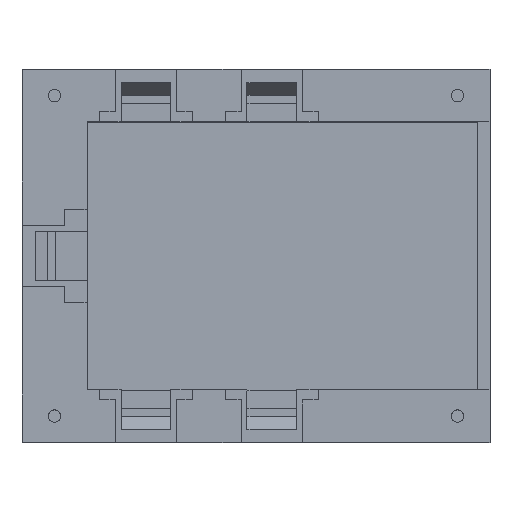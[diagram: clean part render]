
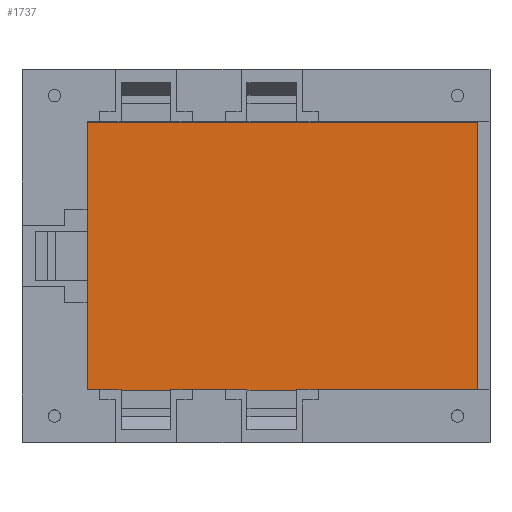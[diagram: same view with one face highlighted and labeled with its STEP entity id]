
A CAD part, top view. The second image highlights one B-rep face of the part: STEP entity #1737.
In plain terms, the highlighted planar face has unit normal (0, 0, 1).
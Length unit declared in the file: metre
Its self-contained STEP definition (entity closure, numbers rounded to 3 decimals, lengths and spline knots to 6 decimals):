
#245=ORIENTED_EDGE('',*,*,#684,.F.);
#246=ORIENTED_EDGE('',*,*,#568,.T.);
#247=ORIENTED_EDGE('',*,*,#580,.T.);
#248=ORIENTED_EDGE('',*,*,#616,.F.);
#568=EDGE_CURVE('',#818,#817,#988,.T.);
#580=EDGE_CURVE('',#817,#827,#1000,.T.);
#616=EDGE_CURVE('',#858,#827,#1036,.T.);
#684=EDGE_CURVE('',#818,#858,#1100,.T.);
#817=VERTEX_POINT('',#2452);
#818=VERTEX_POINT('',#2454);
#827=VERTEX_POINT('',#2475);
#858=VERTEX_POINT('',#2545);
#988=LINE('',#2453,#1228);
#1000=LINE('',#2476,#1240);
#1036=LINE('',#2546,#1276);
#1100=LINE('',#2673,#1340);
#1228=VECTOR('',#1973,1.);
#1240=VECTOR('',#1987,1.);
#1276=VECTOR('',#2029,1.);
#1340=VECTOR('',#2123,1.);
#1453=EDGE_LOOP('',(#245,#246,#247,#248));
#1555=FACE_BOUND('',#1453,.T.);
#1651=PLANE('',#1847);
#1737=ADVANCED_FACE('',(#1555),#1651,.T.);
#1847=AXIS2_PLACEMENT_3D('',#2694,#2141,#2142);
#1973=DIRECTION('',(0.,-1.,0.));
#1987=DIRECTION('',(1.,0.,0.));
#2029=DIRECTION('',(0.,-1.,0.));
#2123=DIRECTION('',(1.,0.,0.));
#2141=DIRECTION('',(0.,0.,1.));
#2142=DIRECTION('',(1.,0.,0.));
#2452=CARTESIAN_POINT('',(-0.08849,-0.03236,0.));
#2453=CARTESIAN_POINT('',(-0.08849,0.,0.));
#2454=CARTESIAN_POINT('',(-0.08849,0.03236,0.));
#2475=CARTESIAN_POINT('',(0.00579,-0.03236,0.));
#2476=CARTESIAN_POINT('',(-0.04135,-0.03236,0.));
#2545=CARTESIAN_POINT('',(0.00579,0.03236,0.));
#2546=CARTESIAN_POINT('',(0.00579,0.,0.));
#2673=CARTESIAN_POINT('',(-0.04135,0.03236,0.));
#2694=CARTESIAN_POINT('',(-0.04771,0.,0.));
